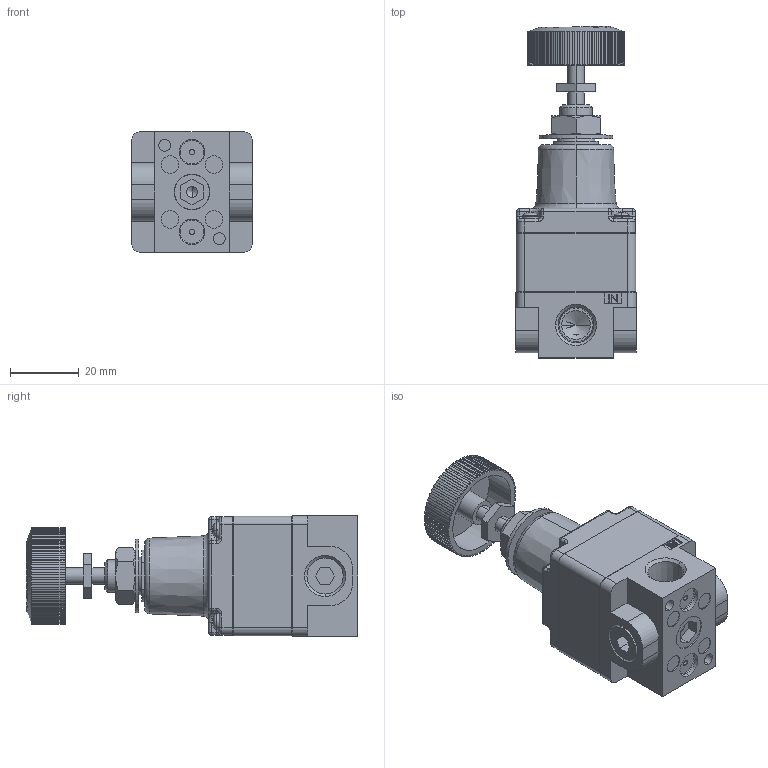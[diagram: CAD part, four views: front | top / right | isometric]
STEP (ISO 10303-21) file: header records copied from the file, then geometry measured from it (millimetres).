
FILE_DESCRIPTION (( 'STEP AP203' ), '1' );
FILE_NAME ('ER-911.step', '2015-10-20T14:36:59', ( '' ), ( '' ), 'SwSTEP 2.0', 'SolidWorks 2015', '' );
FILE_SCHEMA (( 'CONFIG_CONTROL_DESIGN' ));
Length unit declared in the file: inch
Products named in the file (1): ER-911
Bounding box: 34.92 x 96.22 x 34.92 mm (x, y, z)
Volume: 56815.6 mm3; surface area: 18864.9 mm2
Topology: 16 solids, 16 shells, 764 faces, 1944 edges, 1237 vertices
Faces by surface type: plane 446, cylinder 201, cone 58, torus 28, bspline 23, sphere 8
Entity records: 25127 total; most frequent: CARTESIAN_POINT 6995, ORIENTED_EDGE 3852, DIRECTION 3578, EDGE_CURVE 1926, VERTEX_POINT 1237, AXIS2_PLACEMENT_3D 1228, LINE 1122, VECTOR 1122
